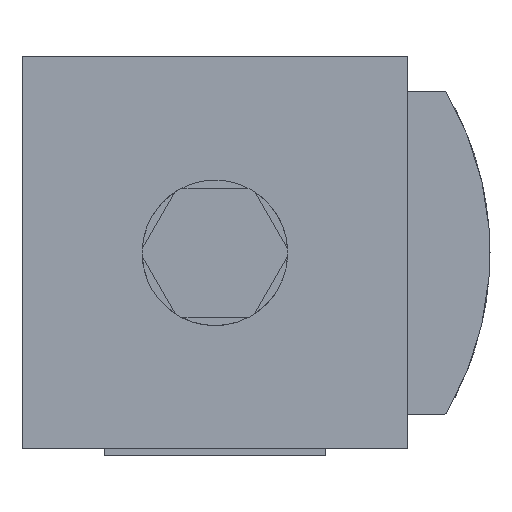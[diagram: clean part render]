
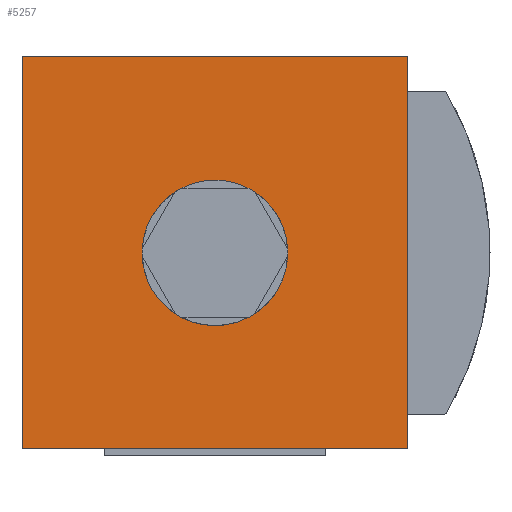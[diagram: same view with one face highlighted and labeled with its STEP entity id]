
A CAD part, front view. The second image highlights one B-rep face of the part: STEP entity #5257.
In plain terms, the highlighted planar face has unit normal (0, -1, 0).
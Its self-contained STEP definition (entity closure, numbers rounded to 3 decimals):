
#83=PLANE('',#5541);
#258=CIRCLE('',#5542,23.);
#699=ORIENTED_EDGE('',*,*,#1683,.F.);
#700=ORIENTED_EDGE('',*,*,#1565,.F.);
#701=ORIENTED_EDGE('',*,*,#1542,.F.);
#702=ORIENTED_EDGE('',*,*,#1571,.F.);
#703=ORIENTED_EDGE('',*,*,#1526,.F.);
#1526=EDGE_CURVE('',#2041,#2042,#2391,.T.);
#1542=EDGE_CURVE('',#2057,#2058,#2407,.T.);
#1565=EDGE_CURVE('',#2058,#2041,#2426,.T.);
#1571=EDGE_CURVE('',#2042,#2057,#2432,.T.);
#1683=EDGE_CURVE('',#2149,#2149,#258,.F.);
#2041=VERTEX_POINT('',#7093);
#2042=VERTEX_POINT('',#7095);
#2057=VERTEX_POINT('',#7126);
#2058=VERTEX_POINT('',#7128);
#2149=VERTEX_POINT('',#7404);
#2391=LINE('',#7094,#2810);
#2407=LINE('',#7127,#2826);
#2426=LINE('',#7172,#2845);
#2432=LINE('',#7185,#2851);
#2810=VECTOR('',#5976,1000.);
#2826=VECTOR('',#5994,1000.);
#2845=VECTOR('',#6031,1000.);
#2851=VECTOR('',#6041,1000.);
#3234=EDGE_LOOP('',(#699));
#3235=EDGE_LOOP('',(#700,#701,#702,#703));
#3483=FACE_BOUND('',#3234,.T.);
#3484=FACE_BOUND('',#3235,.T.);
#5257=ADVANCED_FACE('',(#3483,#3484),#83,.F.);
#5541=AXIS2_PLACEMENT_3D('',#7402,#6243,#6244);
#5542=AXIS2_PLACEMENT_3D('',#7403,#6245,#6246);
#5976=DIRECTION('',(1.,0.,0.));
#5994=DIRECTION('',(-1.,0.,0.));
#6031=DIRECTION('',(0.,0.,1.));
#6041=DIRECTION('',(0.,0.,-1.));
#6243=DIRECTION('',(0.,1.,0.));
#6244=DIRECTION('',(0.,0.,1.));
#6245=DIRECTION('',(0.,1.,0.));
#6246=DIRECTION('',(0.,0.,1.));
#7093=CARTESIAN_POINT('',(-61.,-80.,62.));
#7094=CARTESIAN_POINT('',(-61.,-80.,62.));
#7095=CARTESIAN_POINT('',(61.,-80.,62.));
#7126=CARTESIAN_POINT('',(61.,-80.,-62.));
#7127=CARTESIAN_POINT('',(61.,-80.,-62.));
#7128=CARTESIAN_POINT('',(-61.,-80.,-62.));
#7172=CARTESIAN_POINT('',(-61.,-80.,-62.));
#7185=CARTESIAN_POINT('',(61.,-80.,62.));
#7402=CARTESIAN_POINT('',(0.,-80.,0.));
#7403=CARTESIAN_POINT('',(0.,-80.,0.));
#7404=CARTESIAN_POINT('',(0.,-80.,23.));
